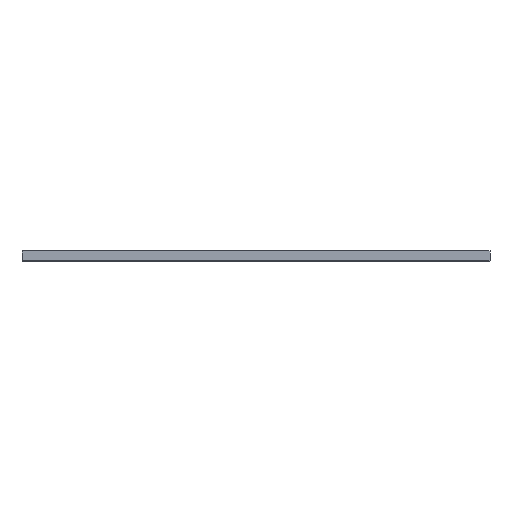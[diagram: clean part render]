
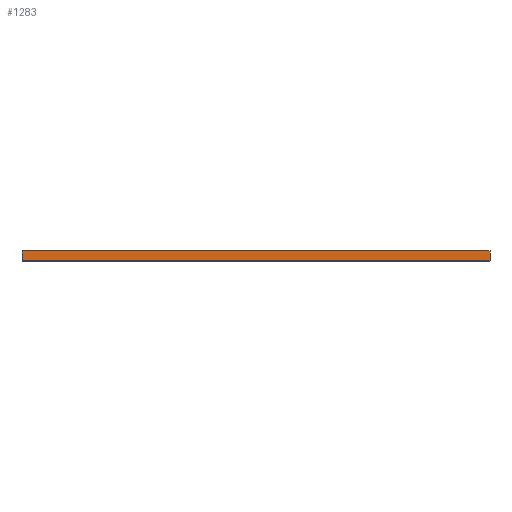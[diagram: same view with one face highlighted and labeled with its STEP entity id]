
A CAD part, top view. The second image highlights one B-rep face of the part: STEP entity #1283.
In plain terms, the highlighted planar face has unit normal (0, 0, 1).
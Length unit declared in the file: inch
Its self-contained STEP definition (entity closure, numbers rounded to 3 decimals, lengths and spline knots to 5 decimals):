
#73 = LINE ( 'NONE', #4048, #296 ) ;
#296 = VECTOR ( 'NONE', #4797, 39.37008 ) ;
#307 = CARTESIAN_POINT ( 'NONE',  ( -11.8125, 0.5, 6.5 ) ) ;
#666 = PLANE ( 'NONE',  #4174 ) ;
#712 = DIRECTION ( 'NONE',  ( 1., 0., 0. ) ) ;
#734 = CARTESIAN_POINT ( 'NONE',  ( 11.8125, 0.5, 6.5 ) ) ;
#736 = DIRECTION ( 'NONE',  ( 0., 0., -1. ) ) ;
#1283 = ADVANCED_FACE ( 'NONE', ( #4586 ), #666, .F. ) ;
#1302 = EDGE_CURVE ( 'NONE', #4658, #3065, #1461, .T. ) ;
#1406 = EDGE_CURVE ( 'NONE', #2652, #2892, #73, .T. ) ;
#1435 = ORIENTED_EDGE ( 'NONE', *, *, #1302, .T. ) ;
#1457 = ORIENTED_EDGE ( 'NONE', *, *, #2112, .T. ) ;
#1461 = LINE ( 'NONE', #3042, #2120 ) ;
#1897 = DIRECTION ( 'NONE',  ( 0., -1., 0. ) ) ;
#2112 = EDGE_CURVE ( 'NONE', #2652, #4658, #3106, .T. ) ;
#2120 = VECTOR ( 'NONE', #712, 39.37008 ) ;
#2249 = DIRECTION ( 'NONE',  ( -1., 0., 0. ) ) ;
#2319 = DIRECTION ( 'NONE',  ( 0., -1., 0. ) ) ;
#2389 = CARTESIAN_POINT ( 'NONE',  ( -11.8125, 0., 6.5 ) ) ;
#2652 = VERTEX_POINT ( 'NONE', #307 ) ;
#2892 = VERTEX_POINT ( 'NONE', #3081 ) ;
#3042 = CARTESIAN_POINT ( 'NONE',  ( -11.8125, 0., 6.5 ) ) ;
#3065 = VERTEX_POINT ( 'NONE', #3661 ) ;
#3081 = CARTESIAN_POINT ( 'NONE',  ( 11.8125, 0.5, 6.5 ) ) ;
#3106 = LINE ( 'NONE', #4292, #4879 ) ;
#3115 = ORIENTED_EDGE ( 'NONE', *, *, #3904, .F. ) ;
#3476 = EDGE_LOOP ( 'NONE', ( #1435, #3115, #4175, #1457 ) ) ;
#3661 = CARTESIAN_POINT ( 'NONE',  ( 11.8125, 0., 6.5 ) ) ;
#3904 = EDGE_CURVE ( 'NONE', #2892, #3065, #4770, .T. ) ;
#3949 = VECTOR ( 'NONE', #2319, 39.37008 ) ;
#4048 = CARTESIAN_POINT ( 'NONE',  ( -11.8125, 0.5, 6.5 ) ) ;
#4174 = AXIS2_PLACEMENT_3D ( 'NONE', #4998, #736, #2249 ) ;
#4175 = ORIENTED_EDGE ( 'NONE', *, *, #1406, .F. ) ;
#4292 = CARTESIAN_POINT ( 'NONE',  ( -11.8125, 0.5, 6.5 ) ) ;
#4586 = FACE_OUTER_BOUND ( 'NONE', #3476, .T. ) ;
#4658 = VERTEX_POINT ( 'NONE', #2389 ) ;
#4770 = LINE ( 'NONE', #734, #3949 ) ;
#4797 = DIRECTION ( 'NONE',  ( 1., 0., 0. ) ) ;
#4879 = VECTOR ( 'NONE', #1897, 39.37008 ) ;
#4998 = CARTESIAN_POINT ( 'NONE',  ( -11.8125, 0.5, 6.5 ) ) ;
